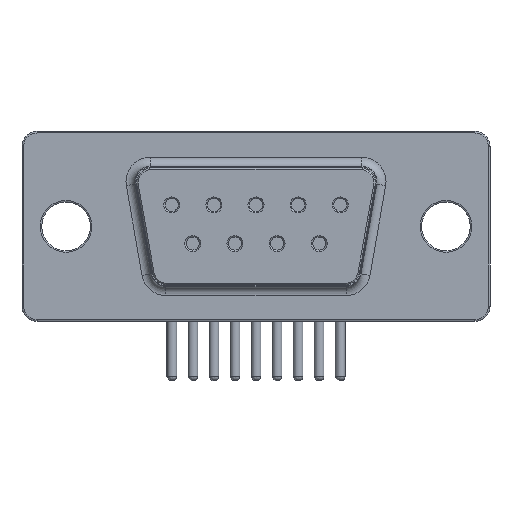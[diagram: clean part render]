
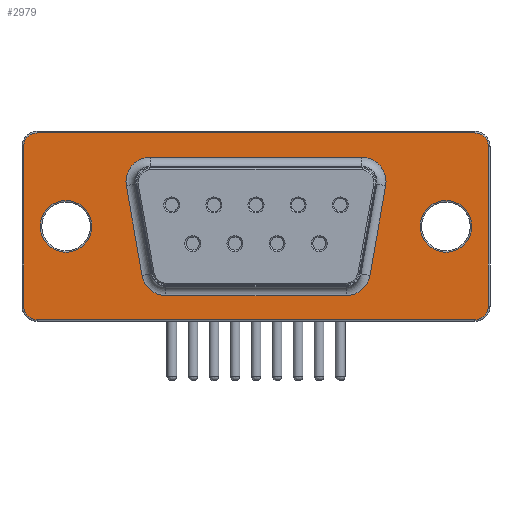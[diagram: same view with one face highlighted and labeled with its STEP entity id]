
A CAD part, front view. The second image highlights one B-rep face of the part: STEP entity #2979.
In plain terms, the highlighted planar face has unit normal (0, -1, 0).
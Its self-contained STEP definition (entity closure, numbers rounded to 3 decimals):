
#2728 = VERTEX_POINT('',#2729);
#2729 = CARTESIAN_POINT('',(-19.94,-12.24,0.1));
#2736 = EDGE_CURVE('',#2728,#2737,#2739,.T.);
#2737 = VERTEX_POINT('',#2738);
#2738 = CARTESIAN_POINT('',(8.86,-12.24,0.1));
#2739 = LINE('',#2740,#2741);
#2740 = CARTESIAN_POINT('',(-19.94,-12.24,0.1));
#2741 = VECTOR('',#2742,1.);
#2742 = DIRECTION('',(1.,0.,0.));
#2761 = VERTEX_POINT('',#2762);
#2762 = CARTESIAN_POINT('',(-20.84,-12.24,1.));
#2771 = EDGE_CURVE('',#2761,#2728,#2772,.T.);
#2772 = CIRCLE('',#2773,0.9);
#2773 = AXIS2_PLACEMENT_3D('',#2774,#2775,#2776);
#2774 = CARTESIAN_POINT('',(-19.94,-12.24,1.));
#2775 = DIRECTION('',(0.,-1.,0.));
#2776 = DIRECTION('',(-1.,0.,0.));
#2789 = VERTEX_POINT('',#2790);
#2790 = CARTESIAN_POINT('',(9.76,-12.24,1.));
#2797 = EDGE_CURVE('',#2737,#2789,#2798,.T.);
#2798 = CIRCLE('',#2799,0.9);
#2799 = AXIS2_PLACEMENT_3D('',#2800,#2801,#2802);
#2800 = CARTESIAN_POINT('',(8.86,-12.24,1.));
#2801 = DIRECTION('',(0.,-1.,0.));
#2802 = DIRECTION('',(0.,0.,-1.));
#2813 = VERTEX_POINT('',#2814);
#2814 = CARTESIAN_POINT('',(-20.84,-12.24,11.5));
#2821 = EDGE_CURVE('',#2813,#2761,#2822,.T.);
#2822 = LINE('',#2823,#2824);
#2823 = CARTESIAN_POINT('',(-20.84,-12.24,11.5));
#2824 = VECTOR('',#2825,1.);
#2825 = DIRECTION('',(0.,0.,-1.));
#2838 = EDGE_CURVE('',#2789,#2839,#2841,.T.);
#2839 = VERTEX_POINT('',#2840);
#2840 = CARTESIAN_POINT('',(9.76,-12.24,11.5));
#2841 = LINE('',#2842,#2843);
#2842 = CARTESIAN_POINT('',(9.76,-12.24,1.));
#2843 = VECTOR('',#2844,1.);
#2844 = DIRECTION('',(0.,0.,1.));
#2863 = VERTEX_POINT('',#2864);
#2864 = CARTESIAN_POINT('',(-19.94,-12.24,12.4));
#2873 = EDGE_CURVE('',#2863,#2813,#2874,.T.);
#2874 = CIRCLE('',#2875,0.9);
#2875 = AXIS2_PLACEMENT_3D('',#2876,#2877,#2878);
#2876 = CARTESIAN_POINT('',(-19.94,-12.24,11.5));
#2877 = DIRECTION('',(0.,-1.,0.));
#2878 = DIRECTION('',(0.,0.,1.));
#2891 = VERTEX_POINT('',#2892);
#2892 = CARTESIAN_POINT('',(8.86,-12.24,12.4));
#2899 = EDGE_CURVE('',#2839,#2891,#2900,.T.);
#2900 = CIRCLE('',#2901,0.9);
#2901 = AXIS2_PLACEMENT_3D('',#2902,#2903,#2904);
#2902 = CARTESIAN_POINT('',(8.86,-12.24,11.5));
#2903 = DIRECTION('',(0.,-1.,0.));
#2904 = DIRECTION('',(1.,0.,0.));
#2915 = EDGE_CURVE('',#2891,#2863,#2916,.T.);
#2916 = LINE('',#2917,#2918);
#2917 = CARTESIAN_POINT('',(8.86,-12.24,12.4));
#2918 = VECTOR('',#2919,1.);
#2919 = DIRECTION('',(-1.,0.,0.));
#2932 = VERTEX_POINT('',#2933);
#2933 = CARTESIAN_POINT('',(8.66,-12.24,6.25));
#2942 = EDGE_CURVE('',#2932,#2932,#2943,.T.);
#2943 = CIRCLE('',#2944,1.7);
#2944 = AXIS2_PLACEMENT_3D('',#2945,#2946,#2947);
#2945 = CARTESIAN_POINT('',(6.96,-12.24,6.25));
#2946 = DIRECTION('',(0.,-1.,0.));
#2947 = DIRECTION('',(1.,0.,0.));
#2958 = VERTEX_POINT('',#2959);
#2959 = CARTESIAN_POINT('',(-16.34,-12.24,6.25));
#2968 = EDGE_CURVE('',#2958,#2958,#2969,.T.);
#2969 = CIRCLE('',#2970,1.7);
#2970 = AXIS2_PLACEMENT_3D('',#2971,#2972,#2973);
#2971 = CARTESIAN_POINT('',(-18.04,-12.24,6.25));
#2972 = DIRECTION('',(0.,-1.,0.));
#2973 = DIRECTION('',(1.,0.,0.));
#2979 = ADVANCED_FACE('',(#2980,#3050,#3060,#3063),#3066,.T.);
#2980 = FACE_BOUND('',#2981,.T.);
#2981 = EDGE_LOOP('',(#2982,#2992,#3001,#3009,#3018,#3026,#3035,#3043));
#2982 = ORIENTED_EDGE('',*,*,#2983,.T.);
#2983 = EDGE_CURVE('',#2984,#2986,#2988,.T.);
#2984 = VERTEX_POINT('',#2985);
#2985 = CARTESIAN_POINT('',(0.385,-12.24,1.7));
#2986 = VERTEX_POINT('',#2987);
#2987 = CARTESIAN_POINT('',(-11.465,-12.24,1.7));
#2988 = LINE('',#2989,#2990);
#2989 = CARTESIAN_POINT('',(0.385,-12.24,1.7));
#2990 = VECTOR('',#2991,1.);
#2991 = DIRECTION('',(-1.,0.,0.));
#2992 = ORIENTED_EDGE('',*,*,#2993,.T.);
#2993 = EDGE_CURVE('',#2986,#2994,#2996,.T.);
#2994 = VERTEX_POINT('',#2995);
#2995 = CARTESIAN_POINT('',(-13.041,-12.24,3.024));
#2996 = CIRCLE('',#2997,1.6);
#2997 = AXIS2_PLACEMENT_3D('',#2998,#2999,#3000);
#2998 = CARTESIAN_POINT('',(-11.465,-12.24,3.3));
#2999 = DIRECTION('',(0.,1.,0.));
#3000 = DIRECTION('',(0.,0.,-1.));
#3001 = ORIENTED_EDGE('',*,*,#3002,.T.);
#3002 = EDGE_CURVE('',#2994,#3003,#3005,.T.);
#3003 = VERTEX_POINT('',#3004);
#3004 = CARTESIAN_POINT('',(-14.075,-12.24,8.924));
#3005 = LINE('',#3006,#3007);
#3006 = CARTESIAN_POINT('',(-13.041,-12.24,3.024));
#3007 = VECTOR('',#3008,1.);
#3008 = DIRECTION('',(-0.173,0.,0.985
));
#3009 = ORIENTED_EDGE('',*,*,#3010,.T.);
#3010 = EDGE_CURVE('',#3003,#3011,#3013,.T.);
#3011 = VERTEX_POINT('',#3012);
#3012 = CARTESIAN_POINT('',(-12.499,-12.24,10.8));
#3013 = CIRCLE('',#3014,1.6);
#3014 = AXIS2_PLACEMENT_3D('',#3015,#3016,#3017);
#3015 = CARTESIAN_POINT('',(-12.499,-12.24,9.2));
#3016 = DIRECTION('',(0.,1.,0.));
#3017 = DIRECTION('',(-0.985,0.,
-0.173));
#3018 = ORIENTED_EDGE('',*,*,#3019,.T.);
#3019 = EDGE_CURVE('',#3011,#3020,#3022,.T.);
#3020 = VERTEX_POINT('',#3021);
#3021 = CARTESIAN_POINT('',(1.419,-12.24,10.8));
#3022 = LINE('',#3023,#3024);
#3023 = CARTESIAN_POINT('',(-12.499,-12.24,10.8));
#3024 = VECTOR('',#3025,1.);
#3025 = DIRECTION('',(1.,0.,0.));
#3026 = ORIENTED_EDGE('',*,*,#3027,.T.);
#3027 = EDGE_CURVE('',#3020,#3028,#3030,.T.);
#3028 = VERTEX_POINT('',#3029);
#3029 = CARTESIAN_POINT('',(2.995,-12.24,8.924));
#3030 = CIRCLE('',#3031,1.6);
#3031 = AXIS2_PLACEMENT_3D('',#3032,#3033,#3034);
#3032 = CARTESIAN_POINT('',(1.419,-12.24,9.2));
#3033 = DIRECTION('',(0.,1.,0.));
#3034 = DIRECTION('',(0.,0.,1.));
#3035 = ORIENTED_EDGE('',*,*,#3036,.T.);
#3036 = EDGE_CURVE('',#3028,#3037,#3039,.T.);
#3037 = VERTEX_POINT('',#3038);
#3038 = CARTESIAN_POINT('',(1.961,-12.24,3.024));
#3039 = LINE('',#3040,#3041);
#3040 = CARTESIAN_POINT('',(2.995,-12.24,8.924));
#3041 = VECTOR('',#3042,1.);
#3042 = DIRECTION('',(-0.173,0.,
-0.985));
#3043 = ORIENTED_EDGE('',*,*,#3044,.T.);
#3044 = EDGE_CURVE('',#3037,#2984,#3045,.T.);
#3045 = CIRCLE('',#3046,1.6);
#3046 = AXIS2_PLACEMENT_3D('',#3047,#3048,#3049);
#3047 = CARTESIAN_POINT('',(0.385,-12.24,3.3));
#3048 = DIRECTION('',(0.,1.,0.));
#3049 = DIRECTION('',(0.985,0.,
-0.173));
#3050 = FACE_BOUND('',#3051,.T.);
#3051 = EDGE_LOOP('',(#3052,#3053,#3054,#3055,#3056,#3057,#3058,#3059));
#3052 = ORIENTED_EDGE('',*,*,#2797,.T.);
#3053 = ORIENTED_EDGE('',*,*,#2838,.T.);
#3054 = ORIENTED_EDGE('',*,*,#2899,.T.);
#3055 = ORIENTED_EDGE('',*,*,#2915,.T.);
#3056 = ORIENTED_EDGE('',*,*,#2873,.T.);
#3057 = ORIENTED_EDGE('',*,*,#2821,.T.);
#3058 = ORIENTED_EDGE('',*,*,#2771,.T.);
#3059 = ORIENTED_EDGE('',*,*,#2736,.T.);
#3060 = FACE_BOUND('',#3061,.T.);
#3061 = EDGE_LOOP('',(#3062));
#3062 = ORIENTED_EDGE('',*,*,#2942,.F.);
#3063 = FACE_BOUND('',#3064,.T.);
#3064 = EDGE_LOOP('',(#3065));
#3065 = ORIENTED_EDGE('',*,*,#2968,.F.);
#3066 = PLANE('',#3067);
#3067 = AXIS2_PLACEMENT_3D('',#3068,#3069,#3070);
#3068 = CARTESIAN_POINT('',(-5.54,-12.24,6.25));
#3069 = DIRECTION('',(0.,-1.,0.));
#3070 = DIRECTION('',(1.,0.,0.));
